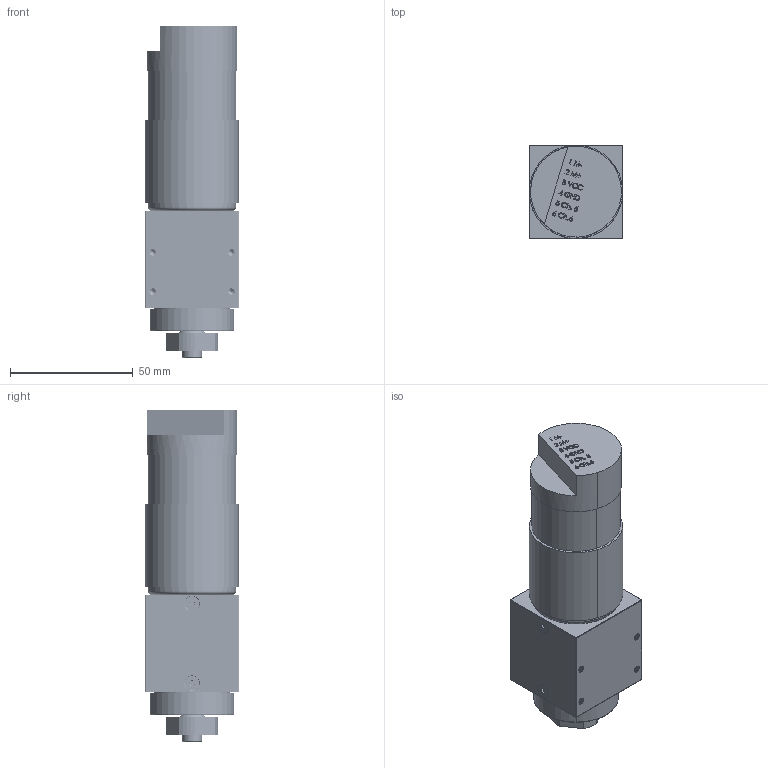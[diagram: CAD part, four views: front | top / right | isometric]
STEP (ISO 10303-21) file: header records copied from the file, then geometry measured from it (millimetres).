
FILE_DESCRIPTION (( 'STEP AP214' ), '1' );
FILE_NAME ('am-3640 NeveRest Sport, 20-1 with Motor.STEP', '2017-08-03T15:49:43', ( '' ), ( '' ), 'SwSTEP 2.0', 'SolidWorks 2017', '' );
FILE_SCHEMA (( 'AUTOMOTIVE_DESIGN' ));
Length unit declared in the file: inch
Products named in the file (21): 11T+pinion+3.2mm+bore; dv-XXXX - Carrier Plate 4-1 Planet, 5-1 Sun; am-2892+15T+pinion+3.2mm+bore; 10-32 x 0.25 Set Screw Cup Point; dv-XXXX - 2 Stage 550 Sport Ring Gear Housing; dv-XXXX Motor Mount Plug; Thrust Washer; dv-XXXX Output Plug - 550 Sport; Nub Shaft; BALL BEARING_5972K154; M3x0.5x6mm SHCS_91290A111; dv-XXXX Output Plug with orbital bolt circle; neveRest+15T+pinion; 15T+pinion+3.2mm+bore+motor; 91294A126_BLACK ALLOY STEEL FLAT-HEAD SOCKET CAP SCREW_91294A126; am-3104 NeveRest Motor; dv-XXXX Carrier Stage 5-1 Planet, 0.3125 hex output; am-3640 NeveRest Sport, 20-1 with Motor; 17T+pinion+3.2mm+bore; dv-XXXX - Carrier Plate 5-1 Planet, 0.3125 hex output; dv-XXXX Carrier Stage 4-1 Planet, 5-1 Sun - 550 Sport
Assembly tree (33 placements, depth 3):
  am-3640 NeveRest Sport, 20-1 with Motor
    91294A126_BLACK ALLOY STEEL FLAT-HEAD SOCKET CAP SCREW_91294A126  x6
    dv-XXXX Output Plug - 550 Sport
      dv-XXXX Output Plug with orbital bolt circle
      BALL BEARING_5972K154  x2
      Nub Shaft
    Thrust Washer
    dv-XXXX Motor Mount Plug
    dv-XXXX - 2 Stage 550 Sport Ring Gear Housing
    10-32 x 0.25 Set Screw Cup Point
    dv-XXXX Carrier Stage 4-1 Planet, 5-1 Sun - 550 Sport
      am-2892+15T+pinion+3.2mm+bore  x4
      dv-XXXX - Carrier Plate 4-1 Planet, 5-1 Sun
      11T+pinion+3.2mm+bore
    dv-XXXX Carrier Stage 5-1 Planet, 0.3125 hex output
      dv-XXXX - Carrier Plate 5-1 Planet, 0.3125 hex output
      17T+pinion+3.2mm+bore  x4
    neveRest+15T+pinion
      am-3104 NeveRest Motor
      15T+pinion+3.2mm+bore+motor
    M3x0.5x6mm SHCS_91290A111  x2
Bounding box: 38.2 x 38.15 x 135.15 mm (x, y, z)
Volume: 138155.4 mm3; surface area: 49853 mm2
Topology: 59 solids, 59 shells, 2583 faces, 7002 edges, 4521 vertices
Faces by surface type: cylinder 1632, plane 391, cone 245, bspline 192, torus 63, sphere 60
Entity records: 90389 total; most frequent: CARTESIAN_POINT 43703, ORIENTED_EDGE 8870, DIRECTION 8085, EDGE_CURVE 4435, AXIS2_PLACEMENT_3D 3135, VERTEX_POINT 2886, EDGE_LOOP 1817, VECTOR 1815
